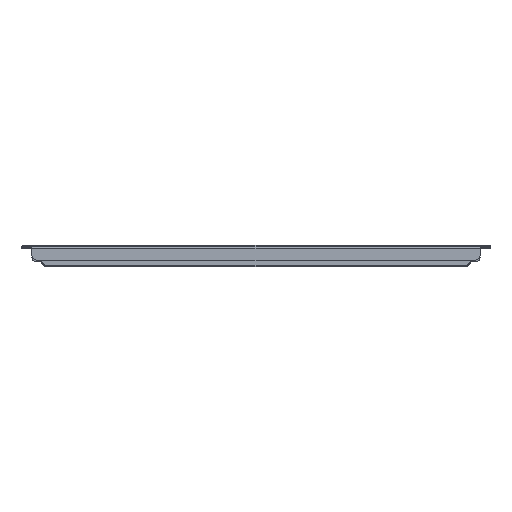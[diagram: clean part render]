
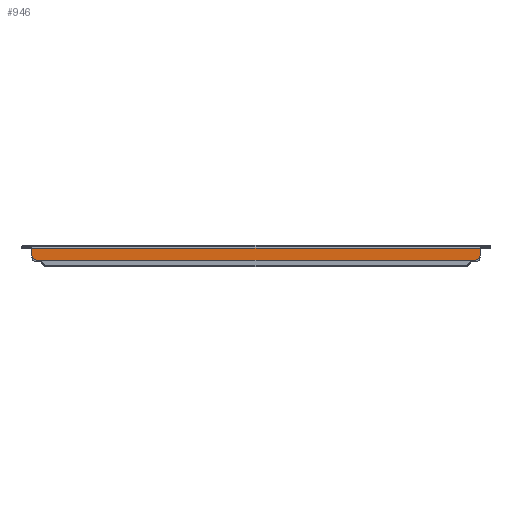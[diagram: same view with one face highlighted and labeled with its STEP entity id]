
A CAD part, top view. The second image highlights one B-rep face of the part: STEP entity #946.
In plain terms, the highlighted planar face has unit normal (0, 0, 1).
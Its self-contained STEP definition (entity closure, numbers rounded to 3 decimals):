
#21 = VERTEX_POINT ( 'NONE', #2875 ) ;
#188 = CIRCLE ( 'NONE', #642, 5. ) ;
#225 = LINE ( 'NONE', #2678, #498 ) ;
#470 = EDGE_CURVE ( 'NONE', #3088, #1524, #1178, .T. ) ;
#498 = VECTOR ( 'NONE', #1599, 1000. ) ;
#631 = DIRECTION ( 'NONE',  ( -1., 0., 0. ) ) ;
#642 = AXIS2_PLACEMENT_3D ( 'NONE', #991, #1050, #2157 ) ;
#827 = EDGE_CURVE ( 'NONE', #920, #3332, #3525, .T. ) ;
#881 = EDGE_CURVE ( 'NONE', #21, #3332, #225, .T. ) ;
#920 = VERTEX_POINT ( 'NONE', #2403 ) ;
#946 = ADVANCED_FACE ( 'NONE', ( #3057 ), #1997, .T. ) ;
#983 = CARTESIAN_POINT ( 'NONE',  ( -228.25, -3., 47.45 ) ) ;
#991 = CARTESIAN_POINT ( 'NONE',  ( -223.25, -10., 47.45 ) ) ;
#1027 = DIRECTION ( 'NONE',  ( 0., -1., 0. ) ) ;
#1050 = DIRECTION ( 'NONE',  ( 0., 0., 1. ) ) ;
#1088 = VECTOR ( 'NONE', #631, 1000. ) ;
#1101 = CARTESIAN_POINT ( 'NONE',  ( 223.25, -15., 47.45 ) ) ;
#1178 = LINE ( 'NONE', #2012, #1088 ) ;
#1256 = CARTESIAN_POINT ( 'NONE',  ( 228.25, -15., 47.45 ) ) ;
#1291 = EDGE_CURVE ( 'NONE', #920, #1524, #188, .T. ) ;
#1299 = EDGE_LOOP ( 'NONE', ( #1499, #1309, #2166, #3264, #2921, #2984 ) ) ;
#1309 = ORIENTED_EDGE ( 'NONE', *, *, #1291, .T. ) ;
#1339 = AXIS2_PLACEMENT_3D ( 'NONE', #3533, #2153, #1027 ) ;
#1499 = ORIENTED_EDGE ( 'NONE', *, *, #827, .F. ) ;
#1524 = VERTEX_POINT ( 'NONE', #1609 ) ;
#1599 = DIRECTION ( 'NONE',  ( -1., 0., 0. ) ) ;
#1609 = CARTESIAN_POINT ( 'NONE',  ( -223.25, -15., 47.45 ) ) ;
#1687 = CIRCLE ( 'NONE', #1339, 5. ) ;
#1866 = EDGE_CURVE ( 'NONE', #3088, #2478, #1687, .T. ) ;
#1957 = EDGE_CURVE ( 'NONE', #21, #2478, #2389, .T. ) ;
#1997 = PLANE ( 'NONE',  #2413 ) ;
#2012 = CARTESIAN_POINT ( 'NONE',  ( -228.25, -15., 47.45 ) ) ;
#2049 = CARTESIAN_POINT ( 'NONE',  ( 228.25, -10., 47.45 ) ) ;
#2153 = DIRECTION ( 'NONE',  ( 0., 0., 1. ) ) ;
#2157 = DIRECTION ( 'NONE',  ( 0., -1., 0. ) ) ;
#2164 = DIRECTION ( 'NONE',  ( 0., 1., 0. ) ) ;
#2166 = ORIENTED_EDGE ( 'NONE', *, *, #470, .F. ) ;
#2228 = DIRECTION ( 'NONE',  ( 0., 0., 1. ) ) ;
#2389 = LINE ( 'NONE', #1256, #3189 ) ;
#2403 = CARTESIAN_POINT ( 'NONE',  ( -228.25, -10., 47.45 ) ) ;
#2413 = AXIS2_PLACEMENT_3D ( 'NONE', #2521, #2228, #2803 ) ;
#2478 = VERTEX_POINT ( 'NONE', #2049 ) ;
#2521 = CARTESIAN_POINT ( 'NONE',  ( 0., 0., 47.45 ) ) ;
#2678 = CARTESIAN_POINT ( 'NONE',  ( 0., -3., 47.45 ) ) ;
#2803 = DIRECTION ( 'NONE',  ( 0., -1., 0. ) ) ;
#2875 = CARTESIAN_POINT ( 'NONE',  ( 228.25, -3., 47.45 ) ) ;
#2921 = ORIENTED_EDGE ( 'NONE', *, *, #1957, .F. ) ;
#2984 = ORIENTED_EDGE ( 'NONE', *, *, #881, .T. ) ;
#3057 = FACE_OUTER_BOUND ( 'NONE', #1299, .T. ) ;
#3088 = VERTEX_POINT ( 'NONE', #1101 ) ;
#3124 = VECTOR ( 'NONE', #2164, 1000. ) ;
#3189 = VECTOR ( 'NONE', #3547, 1000. ) ;
#3264 = ORIENTED_EDGE ( 'NONE', *, *, #1866, .T. ) ;
#3332 = VERTEX_POINT ( 'NONE', #983 ) ;
#3525 = LINE ( 'NONE', #3558, #3124 ) ;
#3533 = CARTESIAN_POINT ( 'NONE',  ( 223.25, -10., 47.45 ) ) ;
#3547 = DIRECTION ( 'NONE',  ( 0., -1., 0. ) ) ;
#3558 = CARTESIAN_POINT ( 'NONE',  ( -228.25, -1.5, 47.45 ) ) ;
